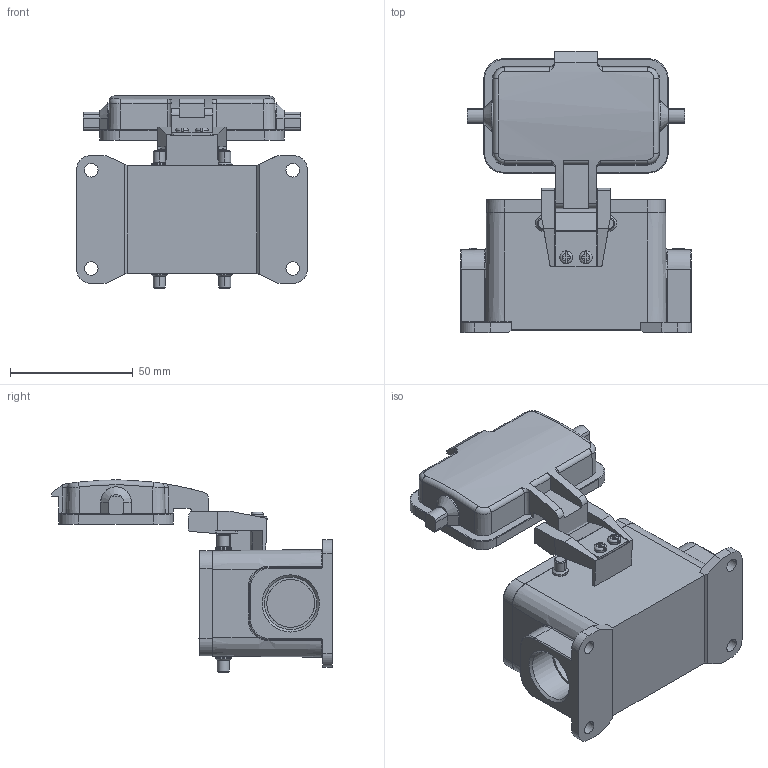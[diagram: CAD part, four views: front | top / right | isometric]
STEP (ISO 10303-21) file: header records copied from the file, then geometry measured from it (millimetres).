
FILE_DESCRIPTION(/* description */ (''),/* implementation_level */ '2;1');
FILE_NAME(/* name */ 'H10B-SF-4B-CV.stp',/* time_stamp */ '2023-08-28T16:53:38+08:00',/* author */ (''),/* organization */ (''),/* preprocessor_version */ 'ST-DEVELOPER v18.1',/* originating_system */ 'SIEMENS PLM Software NX 1980',/* authorisation */ '');
FILE_SCHEMA (('AUTOMOTIVE_DESIGN { 1 0 10303 214 3 1 1 1 }'));
Products named in the file (1): 13843D14BA483bis
Bounding box: 94 x 114.38 x 78.17 mm (x, y, z)
Volume: 97710.5 mm3; surface area: 57393.4 mm2
Topology: 13 solids, 13 shells, 994 faces, 2665 edges, 1714 vertices
Faces by surface type: cylinder 431, plane 383, cone 76, torus 74, bspline 23, sphere 7
Full cylindrical faces by diameter (mm): 2.65 x3, 3 x4, 4 x2, 18.5 x1, 19.5 x1, 21.3 x1
Entity records: 48510 total; most frequent: CARTESIAN_POINT 24453, ORIENTED_EDGE 5246, DIRECTION 4620, EDGE_CURVE 2623, VERTEX_POINT 1703, AXIS2_PLACEMENT_3D 1654, LINE 1312, VECTOR 1312
